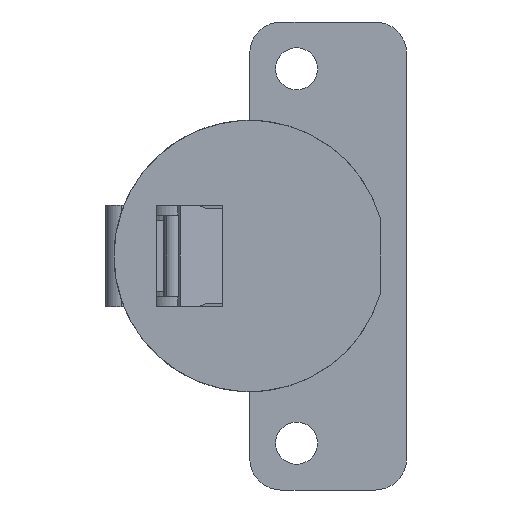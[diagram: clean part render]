
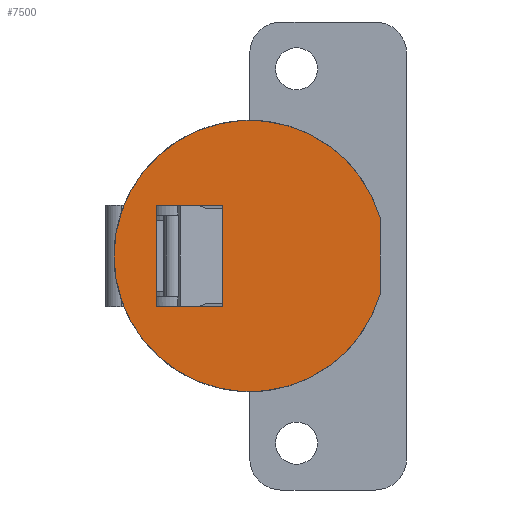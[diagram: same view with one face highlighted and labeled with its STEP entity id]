
A CAD part, front view. The second image highlights one B-rep face of the part: STEP entity #7500.
In plain terms, the highlighted planar face has unit normal (0, -1, 0).
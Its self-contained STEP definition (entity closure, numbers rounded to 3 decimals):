
#1501=DIRECTION('',(1.,0.,0.));
#1502=VECTOR('',#1501,8.5);
#1503=CARTESIAN_POINT('',(7.682,-11.2,6.5));
#1504=LINE('',#1503,#1502);
#1765=CARTESIAN_POINT('',(19.682,-11.2,0.));
#1766=DIRECTION('',(0.,1.,0.));
#1767=DIRECTION('',(0.96,0.,-0.281));
#1768=AXIS2_PLACEMENT_3D('',#1765,#1766,#1767);
#1773=CARTESIAN_POINT('',(19.682,-11.2,0.));
#1774=DIRECTION('',(0.,1.,0.));
#1775=DIRECTION('',(-1.,0.,0.));
#1776=AXIS2_PLACEMENT_3D('',#1773,#1774,#1775);
#1781=DIRECTION('',(1.,0.,0.));
#1782=VECTOR('',#1781,8.5);
#1783=CARTESIAN_POINT('',(7.682,-11.2,-6.5));
#1784=LINE('',#1783,#1782);
#1788=DIRECTION('',(0.,0.,1.));
#1789=VECTOR('',#1788,13.);
#1790=CARTESIAN_POINT('',(16.182,-11.2,-6.5));
#1791=LINE('',#1790,#1789);
#1795=DIRECTION('',(0.,0.,-1.));
#1796=VECTOR('',#1795,13.);
#1797=CARTESIAN_POINT('',(7.682,-11.2,6.5));
#1798=LINE('',#1797,#1796);
#1802=DIRECTION('',(0.,0.,1.));
#1803=VECTOR('',#1802,9.771);
#1804=CARTESIAN_POINT('',(36.382,-11.2,-4.886));
#1805=LINE('',#1804,#1803);
#5744=CARTESIAN_POINT('',(7.682,-11.2,6.5));
#5745=VERTEX_POINT('',#5744);
#5746=CARTESIAN_POINT('',(16.182,-11.2,6.5));
#5747=VERTEX_POINT('',#5746);
#5794=CARTESIAN_POINT('',(16.182,-11.2,-6.5));
#5795=VERTEX_POINT('',#5794);
#5796=CARTESIAN_POINT('',(7.682,-11.2,-6.5));
#5797=VERTEX_POINT('',#5796);
#5820=CARTESIAN_POINT('',(36.382,-11.2,-4.886));
#5821=CARTESIAN_POINT('',(36.382,-11.2,4.886));
#5822=VERTEX_POINT('',#5820);
#5823=VERTEX_POINT('',#5821);
#5824=CARTESIAN_POINT('',(2.282,-11.2,0.));
#5825=VERTEX_POINT('',#5824);
#7480=CARTESIAN_POINT('',(19.682,-11.2,0.));
#7481=DIRECTION('',(0.,1.,0.));
#7482=DIRECTION('',(1.,0.,0.));
#7483=AXIS2_PLACEMENT_3D('',#7480,#7481,#7482);
#7484=PLANE('',#7483);
#7486=ORIENTED_EDGE('',*,*,#7485,.F.);
#7488=ORIENTED_EDGE('',*,*,#7487,.T.);
#7490=ORIENTED_EDGE('',*,*,#7489,.T.);
#7491=EDGE_LOOP('',(#7486,#7488,#7490));
#7492=FACE_OUTER_BOUND('',#7491,.F.);
#7493=ORIENTED_EDGE('',*,*,#7406,.T.);
#7495=ORIENTED_EDGE('',*,*,#7494,.T.);
#7496=ORIENTED_EDGE('',*,*,#7268,.F.);
#7497=ORIENTED_EDGE('',*,*,#7473,.T.);
#7498=EDGE_LOOP('',(#7493,#7495,#7496,#7497));
#7499=FACE_BOUND('',#7498,.F.);
#1769=CIRCLE('',#1768,17.4);
#1777=CIRCLE('',#1776,17.4);
#7268=EDGE_CURVE('',#5745,#5747,#1504,.T.);
#7406=EDGE_CURVE('',#5797,#5795,#1784,.T.);
#7473=EDGE_CURVE('',#5745,#5797,#1798,.T.);
#7485=EDGE_CURVE('',#5822,#5823,#1805,.T.);
#7487=EDGE_CURVE('',#5822,#5825,#1769,.T.);
#7489=EDGE_CURVE('',#5825,#5823,#1777,.T.);
#7494=EDGE_CURVE('',#5795,#5747,#1791,.T.);
#7500=ADVANCED_FACE('',(#7492,#7499),#7484,.F.);
